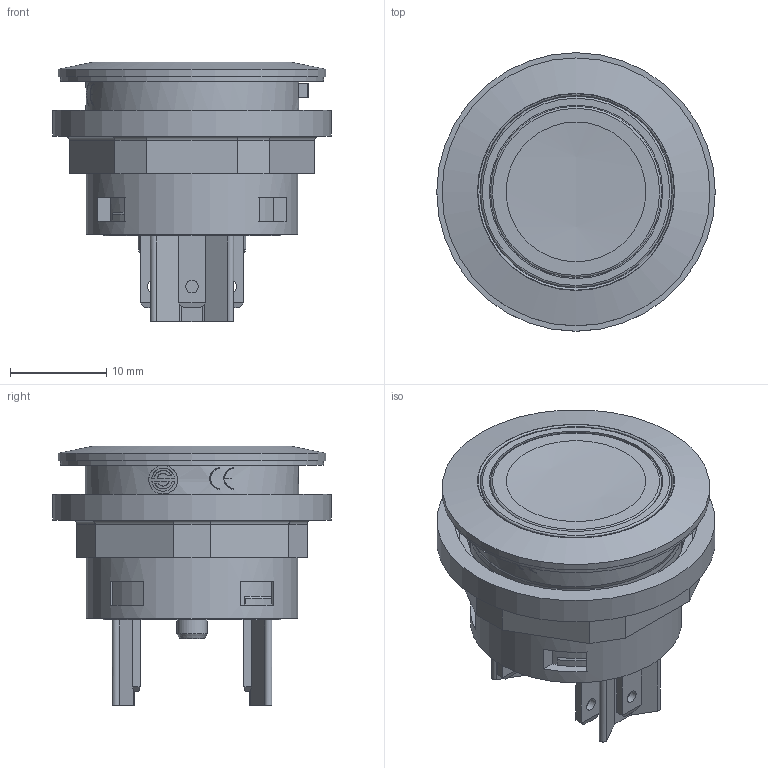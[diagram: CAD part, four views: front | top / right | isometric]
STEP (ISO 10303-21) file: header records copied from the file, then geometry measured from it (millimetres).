
FILE_DESCRIPTION(/* description */ (''),/* implementation_level */ '2;1');
FILE_NAME(/* name */ 'Ringbeleuchtung LOI.stp',/* time_stamp */ '2015-09-23T13:44:31+02:00',/* author */ ('mharscher'),/* organization */ (''),/* preprocessor_version */ 'ST-DEVELOPER v15.2',/* originating_system */ 'Autodesk Inventor 2014',/* authorisation */ '');
FILE_SCHEMA (('CONFIG_CONTROL_DESIGN'));
Length unit declared in the file: millimetre
Products named in the file (1): RING LOI
Bounding box: 29 x 29 x 27.05 mm (x, y, z)
Volume: 8295.5 mm3; surface area: 5007.4 mm2
Topology: 1 solids, 1 shells, 297 faces, 705 edges, 447 vertices
Faces by surface type: plane 207, cylinder 76, cone 8, torus 5, sphere 1
Full cylindrical faces by diameter (mm): 1.3 x6, 3.2 x3, 17.8 x1, 18.05 x1, 18.5 x1, 19.738 x1, 19.9 x1, 20.05 x1, 22 x3, 22.2 x1, 22.6 x1, 25.35 x1, 27.4 x1, 27.9 x1, 29 x1
Entity records: 8754 total; most frequent: CARTESIAN_POINT 1990, DIRECTION 1378, ORIENTED_EDGE 1322, EDGE_CURVE 661, LINE 476, VECTOR 476, AXIS2_PLACEMENT_3D 451, VERTEX_POINT 438
